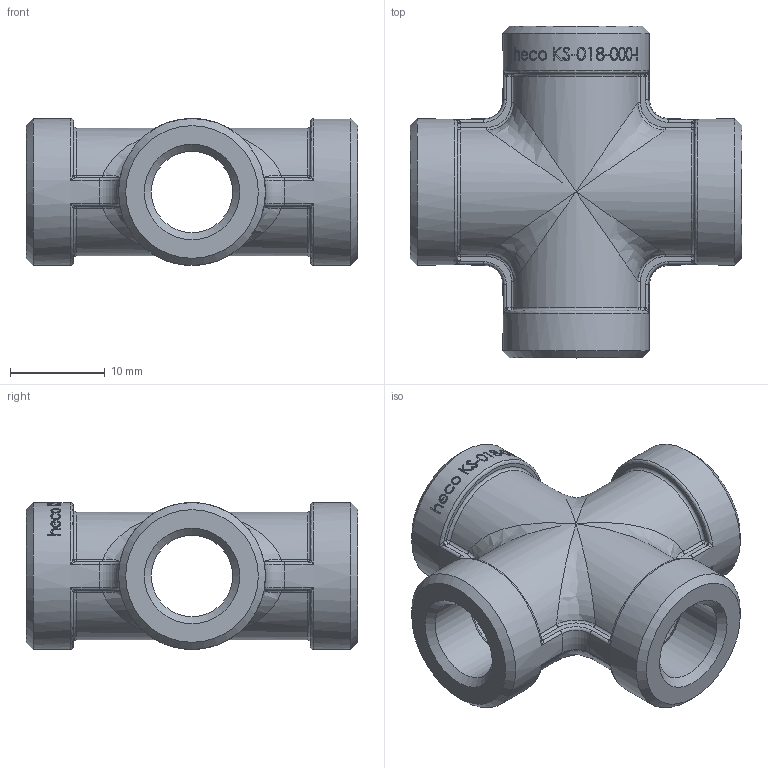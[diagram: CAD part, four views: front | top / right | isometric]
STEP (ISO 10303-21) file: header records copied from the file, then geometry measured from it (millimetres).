
FILE_DESCRIPTION (( 'STEP AP214' ), '1' );
FILE_NAME ('heco_KS-018-000-I.STEP', '2016-06-17T13:37:19', ( '' ), ( '' ), 'SwSTEP 2.0', 'SolidWorks 2011', '' );
FILE_SCHEMA (( 'AUTOMOTIVE_DESIGN' ));
Length unit declared in the file: millimetre
Products named in the file (1): heco_KS-018-000-I
Bounding box: 35 x 35 x 15.5 mm (x, y, z)
Volume: 4840.3 mm3; surface area: 4682 mm2
Topology: 1 solids, 1 shells, 371 faces, 901 edges, 534 vertices
Faces by surface type: bspline 161, cylinder 92, plane 62, torus 28, sphere 16, cone 12
Full cylindrical faces by diameter (mm): 8.566 x4, 10.5 x4, 15.5 x4
Entity records: 23954 total; most frequent: CARTESIAN_POINT 14653, ORIENTED_EDGE 1690, DIRECTION 960, EDGE_CURVE 845, VERTEX_POINT 526, B_SPLINE_CURVE_WITH_KNOTS 491, EDGE_LOOP 427, AXIS2_PLACEMENT_3D 399
